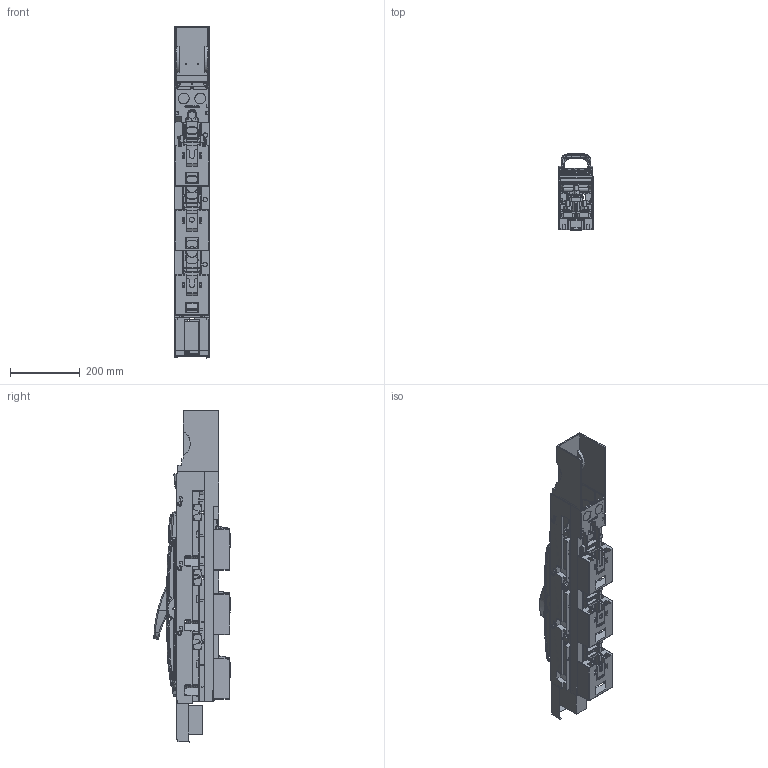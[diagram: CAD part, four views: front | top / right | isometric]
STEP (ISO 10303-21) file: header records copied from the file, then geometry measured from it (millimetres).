
FILE_DESCRIPTION((''),'2;1');
FILE_NAME('ZLBM2-3P-M12-EFM','2022-08-11T12:43:38',('XYS'),(''),'CREO PARAMETRIC BY PTC INC, 2016390','CREO PARAMETRIC BY PTC INC, 2016390','');
FILE_SCHEMA(('CONFIG_CONTROL_DESIGN'));
Products named in the file (1): ZLBM2-3P-M12-EFM
Bounding box: 99.18 x 217.86 x 949.67 mm (x, y, z)
Surface area: 798925 mm2 (no closed solid volume)
Topology: 0 solids, 89 shells, 2709 faces, 13042 edges, 10130 vertices
Faces by surface type: plane 1387, cylinder 669, bspline 398, torus 88, cone 81, sphere 44, extrusion 42
Entity records: 161414 total; most frequent: CARTESIAN_POINT 69075, ORIENTED_EDGE 19093, DIRECTION 14676, EDGE_CURVE 12991, VERTEX_POINT 10130, VECTOR 7638, LINE 7596, B_SPLINE_CURVE_WITH_KNOTS 4187
